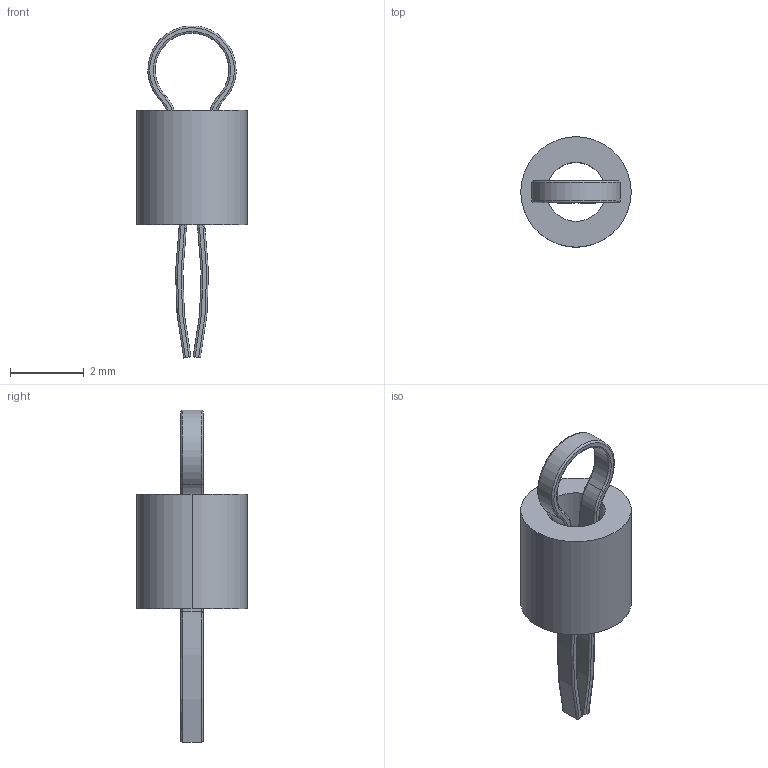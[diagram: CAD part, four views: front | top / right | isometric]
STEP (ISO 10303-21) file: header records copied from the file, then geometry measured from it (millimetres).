
FILE_DESCRIPTION((''),'2;1');
FILE_NAME('VERO_20-313145.stp','2013-07-15T12:57:42',(''),(''),'Mechanical Desktop 2011','Mechanical Desktop 2011',', , ');
FILE_SCHEMA(('AUTOMOTIVE_DESIGN { 1 2 10303 214 1 1 1 1 }'));
Length unit declared in the file: millimetre
Products named in the file (1): Product
Bounding box: 3 x 3 x 9.02 mm (x, y, z)
Volume: 18 mm3; surface area: 84.6 mm2
Topology: 2 solids, 2 shells, 64 faces, 148 edges, 88 vertices
Faces by surface type: torus 28, cylinder 26, plane 10
Entity records: 1943 total; most frequent: CARTESIAN_POINT 373, DIRECTION 366, ORIENTED_EDGE 296, AXIS2_PLACEMENT_3D 161, EDGE_CURVE 148, CIRCLE 96, VERTEX_POINT 88, EDGE_LOOP 66
